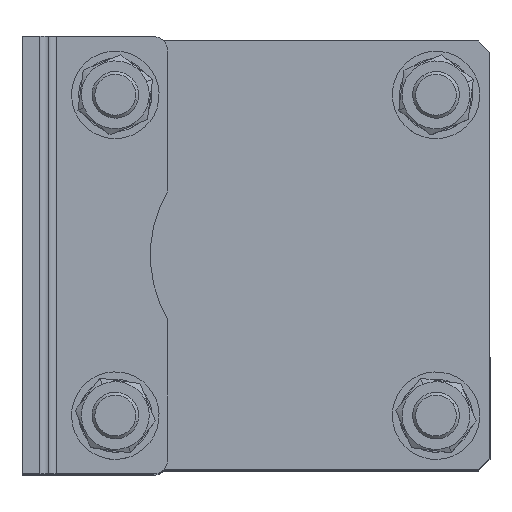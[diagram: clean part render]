
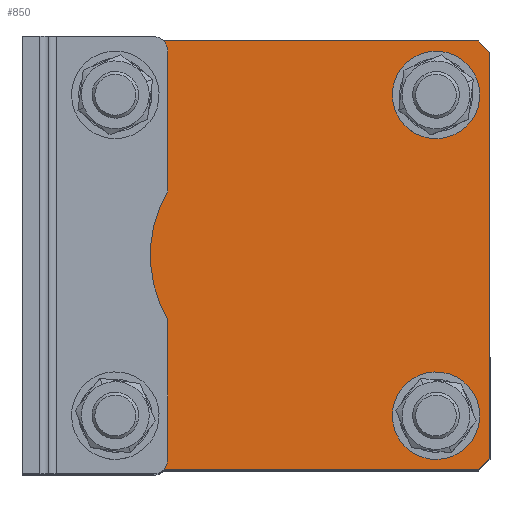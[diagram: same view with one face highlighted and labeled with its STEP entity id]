
A CAD part, top view. The second image highlights one B-rep face of the part: STEP entity #850.
In plain terms, the highlighted face is planar.
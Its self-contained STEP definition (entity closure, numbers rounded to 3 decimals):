
#56 = VERTEX_POINT ( 'NONE', #6671 ) ;
#226 = VERTEX_POINT ( 'NONE', #6664 ) ;
#282 = ORIENTED_EDGE ( 'NONE', *, *, #7534, .F. ) ;
#324 = VERTEX_POINT ( 'NONE', #6660 ) ;
#360 = VERTEX_POINT ( 'NONE', #6658 ) ;
#668 = EDGE_CURVE ( 'NONE', #56, #992, #3328, .T. ) ;
#850 = ADVANCED_FACE ( 'NONE', ( #3244, #3135, #2954, #3223, #3673 ), #4936, .T. ) ;
#959 = ORIENTED_EDGE ( 'NONE', *, *, #7455, .F. ) ;
#971 = VERTEX_POINT ( 'NONE', #6654 ) ;
#992 = VERTEX_POINT ( 'NONE', #6652 ) ;
#2089 = AXIS2_PLACEMENT_3D ( 'NONE', #7088, #7089, #7090 ) ;
#2262 = AXIS2_PLACEMENT_3D ( 'NONE', #6179, #6180, #6181 ) ;
#2306 = AXIS2_PLACEMENT_3D ( 'NONE', #7093, #7094, #7095 ) ;
#2427 = AXIS2_PLACEMENT_3D ( 'NONE', #7098, #7099, #7100 ) ;
#2515 = AXIS2_PLACEMENT_3D ( 'NONE', #6189, #6190, #6191 ) ;
#2654 = AXIS2_PLACEMENT_3D ( 'NONE', #6168, #6169, #6170 ) ;
#2658 = AXIS2_PLACEMENT_3D ( 'NONE', #7085, #7086, #7087 ) ;
#2897 = CIRCLE ( 'NONE', #2654, 9. ) ;
#2954 = FACE_BOUND ( 'NONE', #4029, .T. ) ;
#3077 = VECTOR ( 'NONE', #7063, 1000. ) ;
#3100 = VECTOR ( 'NONE', #7072, 1000. ) ;
#3110 = LINE ( 'NONE', #7083, #3443 ) ;
#3113 = LINE ( 'NONE', #7081, #3157 ) ;
#3135 = FACE_BOUND ( 'NONE', #4025, .T. ) ;
#3157 = VECTOR ( 'NONE', #7082, 1000. ) ;
#3223 = FACE_BOUND ( 'NONE', #4028, .T. ) ;
#3244 = FACE_BOUND ( 'NONE', #4022, .T. ) ;
#3279 = LINE ( 'NONE', #7077, #3100 ) ;
#3324 = LINE ( 'NONE', #7067, #3077 ) ;
#3328 = CIRCLE ( 'NONE', #5493, 9. ) ;
#3362 = CIRCLE ( 'NONE', #2089, 9. ) ;
#3368 = CIRCLE ( 'NONE', #2658, 9. ) ;
#3372 = CIRCLE ( 'NONE', #2306, 9. ) ;
#3411 = LINE ( 'NONE', #7103, #3429 ) ;
#3416 = LINE ( 'NONE', #7115, #3426 ) ;
#3426 = VECTOR ( 'NONE', #7116, 1000. ) ;
#3429 = VECTOR ( 'NONE', #7104, 1000. ) ;
#3443 = VECTOR ( 'NONE', #7084, 1000. ) ;
#3580 = LINE ( 'NONE', #7120, #3633 ) ;
#3626 = CIRCLE ( 'NONE', #2427, 9. ) ;
#3633 = VECTOR ( 'NONE', #7127, 1000. ) ;
#3652 = CIRCLE ( 'NONE', #2262, 9. ) ;
#3673 = FACE_OUTER_BOUND ( 'NONE', #4021, .T. ) ;
#3703 = CIRCLE ( 'NONE', #2515, 9. ) ;
#3706 = LINE ( 'NONE', #7109, #3707 ) ;
#3707 = VECTOR ( 'NONE', #7110, 1000. ) ;
#4021 = EDGE_LOOP ( 'NONE', ( #4098, #4099, #4100, #4101, #4102, #4103, #4104, #4105 ) ) ;
#4022 = EDGE_LOOP ( 'NONE', ( #8666, #8668 ) ) ;
#4025 = EDGE_LOOP ( 'NONE', ( #282, #959 ) ) ;
#4028 = EDGE_LOOP ( 'NONE', ( #4096, #4097 ) ) ;
#4029 = EDGE_LOOP ( 'NONE', ( #8422, #4095 ) ) ;
#4095 = ORIENTED_EDGE ( 'NONE', *, *, #7451, .F. ) ;
#4096 = ORIENTED_EDGE ( 'NONE', *, *, #7532, .F. ) ;
#4097 = ORIENTED_EDGE ( 'NONE', *, *, #7447, .F. ) ;
#4098 = ORIENTED_EDGE ( 'NONE', *, *, #7549, .F. ) ;
#4099 = ORIENTED_EDGE ( 'NONE', *, *, #7531, .T. ) ;
#4100 = ORIENTED_EDGE ( 'NONE', *, *, #7538, .F. ) ;
#4101 = ORIENTED_EDGE ( 'NONE', *, *, #7530, .T. ) ;
#4102 = ORIENTED_EDGE ( 'NONE', *, *, #7541, .F. ) ;
#4103 = ORIENTED_EDGE ( 'NONE', *, *, #7529, .T. ) ;
#4104 = ORIENTED_EDGE ( 'NONE', *, *, #7544, .F. ) ;
#4105 = ORIENTED_EDGE ( 'NONE', *, *, #7525, .T. ) ;
#4931 = CARTESIAN_POINT ( 'NONE',  ( 0., 0., 0. ) ) ;
#4933 = DIRECTION ( 'NONE',  ( 0., 0., -1. ) ) ;
#4936 = PLANE ( 'NONE',  #5387 ) ;
#4939 = DIRECTION ( 'NONE',  ( -1., 0., 0. ) ) ;
#5387 = AXIS2_PLACEMENT_3D ( 'NONE', #4931, #4933, #4939 ) ;
#5493 = AXIS2_PLACEMENT_3D ( 'NONE', #5675, #5674, #5673 ) ;
#5673 = DIRECTION ( 'NONE',  ( -1., 0., 0. ) ) ;
#5674 = DIRECTION ( 'NONE',  ( 0., 0., -1. ) ) ;
#5675 = CARTESIAN_POINT ( 'NONE',  ( 55., 55., 0. ) ) ;
#6168 = CARTESIAN_POINT ( 'NONE',  ( -55., 55., 0. ) ) ;
#6169 = DIRECTION ( 'NONE',  ( 0., 0., -1. ) ) ;
#6170 = DIRECTION ( 'NONE',  ( -1., 0., 0. ) ) ;
#6179 = CARTESIAN_POINT ( 'NONE',  ( -55., -55., 0. ) ) ;
#6180 = DIRECTION ( 'NONE',  ( 0., 0., -1. ) ) ;
#6181 = DIRECTION ( 'NONE',  ( -1., 0., 0. ) ) ;
#6189 = CARTESIAN_POINT ( 'NONE',  ( 55., -55., 0. ) ) ;
#6190 = DIRECTION ( 'NONE',  ( 0., 0., -1. ) ) ;
#6191 = DIRECTION ( 'NONE',  ( -1., 0., 0. ) ) ;
#6564 = CARTESIAN_POINT ( 'NONE',  ( -69.5, -73.5, 0. ) ) ;
#6565 = CARTESIAN_POINT ( 'NONE',  ( 69.5, -73.5, 0. ) ) ;
#6567 = CARTESIAN_POINT ( 'NONE',  ( -73.5, 69.5, 0. ) ) ;
#6569 = CARTESIAN_POINT ( 'NONE',  ( -69.5, 73.5, 0. ) ) ;
#6573 = CARTESIAN_POINT ( 'NONE',  ( -73.5, -69.5, 0. ) ) ;
#6575 = CARTESIAN_POINT ( 'NONE',  ( 73.5, 69.5, 0. ) ) ;
#6577 = CARTESIAN_POINT ( 'NONE',  ( 69.5, 73.5, 0. ) ) ;
#6581 = CARTESIAN_POINT ( 'NONE',  ( 73.5, -69.5, 0. ) ) ;
#6644 = CARTESIAN_POINT ( 'NONE',  ( -64., -55., 0. ) ) ;
#6652 = CARTESIAN_POINT ( 'NONE',  ( 46., 55., 0. ) ) ;
#6654 = CARTESIAN_POINT ( 'NONE',  ( 46., -55., 0. ) ) ;
#6658 = CARTESIAN_POINT ( 'NONE',  ( 64., -55., 0. ) ) ;
#6660 = CARTESIAN_POINT ( 'NONE',  ( -46., 55., 0. ) ) ;
#6664 = CARTESIAN_POINT ( 'NONE',  ( -64., 55., 0. ) ) ;
#6668 = CARTESIAN_POINT ( 'NONE',  ( -46., -55., 0. ) ) ;
#6671 = CARTESIAN_POINT ( 'NONE',  ( 64., 55., 0. ) ) ;
#7063 = DIRECTION ( 'NONE',  ( 0.707, -0.707, 0. ) ) ;
#7067 = CARTESIAN_POINT ( 'NONE',  ( 71.5, 71.5, 0. ) ) ;
#7072 = DIRECTION ( 'NONE',  ( 0.707, 0.707, 0. ) ) ;
#7077 = CARTESIAN_POINT ( 'NONE',  ( -71.5, 71.5, 0. ) ) ;
#7081 = CARTESIAN_POINT ( 'NONE',  ( -71.5, -71.5, 0. ) ) ;
#7082 = DIRECTION ( 'NONE',  ( -0.707, 0.707, 0. ) ) ;
#7083 = CARTESIAN_POINT ( 'NONE',  ( 71.5, -71.5, 0. ) ) ;
#7084 = DIRECTION ( 'NONE',  ( -0.707, -0.707, 0. ) ) ;
#7085 = CARTESIAN_POINT ( 'NONE',  ( -55., 55., 0. ) ) ;
#7086 = DIRECTION ( 'NONE',  ( 0., 0., -1. ) ) ;
#7087 = DIRECTION ( 'NONE',  ( -1., 0., 0. ) ) ;
#7088 = CARTESIAN_POINT ( 'NONE',  ( -55., -55., 0. ) ) ;
#7089 = DIRECTION ( 'NONE',  ( 0., 0., -1. ) ) ;
#7090 = DIRECTION ( 'NONE',  ( -1., 0., 0. ) ) ;
#7093 = CARTESIAN_POINT ( 'NONE',  ( 55., -55., 0. ) ) ;
#7094 = DIRECTION ( 'NONE',  ( 0., 0., -1. ) ) ;
#7095 = DIRECTION ( 'NONE',  ( -1., 0., 0. ) ) ;
#7098 = CARTESIAN_POINT ( 'NONE',  ( 55., 55., 0. ) ) ;
#7099 = DIRECTION ( 'NONE',  ( 0., 0., -1. ) ) ;
#7100 = DIRECTION ( 'NONE',  ( -1., 0., 0. ) ) ;
#7103 = CARTESIAN_POINT ( 'NONE',  ( -73.5, -73.5, 0. ) ) ;
#7104 = DIRECTION ( 'NONE',  ( 1., 0., 0. ) ) ;
#7109 = CARTESIAN_POINT ( 'NONE',  ( -73.5, -73.5, 0. ) ) ;
#7110 = DIRECTION ( 'NONE',  ( 0., -1., 0. ) ) ;
#7115 = CARTESIAN_POINT ( 'NONE',  ( -73.5, 73.5, 0. ) ) ;
#7116 = DIRECTION ( 'NONE',  ( -1., 0., 0. ) ) ;
#7120 = CARTESIAN_POINT ( 'NONE',  ( 73.5, -73.5, 0. ) ) ;
#7127 = DIRECTION ( 'NONE',  ( 0., 1., 0. ) ) ;
#7447 = EDGE_CURVE ( 'NONE', #324, #226, #2897, .T. ) ;
#7451 = EDGE_CURVE ( 'NONE', #8673, #8671, #3652, .T. ) ;
#7455 = EDGE_CURVE ( 'NONE', #360, #971, #3703, .T. ) ;
#7525 = EDGE_CURVE ( 'NONE', #8193, #8191, #3324, .T. ) ;
#7529 = EDGE_CURVE ( 'NONE', #8183, #8185, #3279, .T. ) ;
#7530 = EDGE_CURVE ( 'NONE', #8180, #8189, #3113, .T. ) ;
#7531 = EDGE_CURVE ( 'NONE', #8197, #8181, #3110, .T. ) ;
#7532 = EDGE_CURVE ( 'NONE', #226, #324, #3368, .T. ) ;
#7533 = EDGE_CURVE ( 'NONE', #8671, #8673, #3362, .T. ) ;
#7534 = EDGE_CURVE ( 'NONE', #971, #360, #3372, .T. ) ;
#7535 = EDGE_CURVE ( 'NONE', #992, #56, #3626, .T. ) ;
#7538 = EDGE_CURVE ( 'NONE', #8180, #8181, #3411, .T. ) ;
#7541 = EDGE_CURVE ( 'NONE', #8183, #8189, #3706, .T. ) ;
#7544 = EDGE_CURVE ( 'NONE', #8193, #8185, #3416, .T. ) ;
#7549 = EDGE_CURVE ( 'NONE', #8197, #8191, #3580, .T. ) ;
#8180 = VERTEX_POINT ( 'NONE', #6564 ) ;
#8181 = VERTEX_POINT ( 'NONE', #6565 ) ;
#8183 = VERTEX_POINT ( 'NONE', #6567 ) ;
#8185 = VERTEX_POINT ( 'NONE', #6569 ) ;
#8189 = VERTEX_POINT ( 'NONE', #6573 ) ;
#8191 = VERTEX_POINT ( 'NONE', #6575 ) ;
#8193 = VERTEX_POINT ( 'NONE', #6577 ) ;
#8197 = VERTEX_POINT ( 'NONE', #6581 ) ;
#8422 = ORIENTED_EDGE ( 'NONE', *, *, #7533, .F. ) ;
#8666 = ORIENTED_EDGE ( 'NONE', *, *, #7535, .F. ) ;
#8668 = ORIENTED_EDGE ( 'NONE', *, *, #668, .F. ) ;
#8671 = VERTEX_POINT ( 'NONE', #6644 ) ;
#8673 = VERTEX_POINT ( 'NONE', #6668 ) ;
